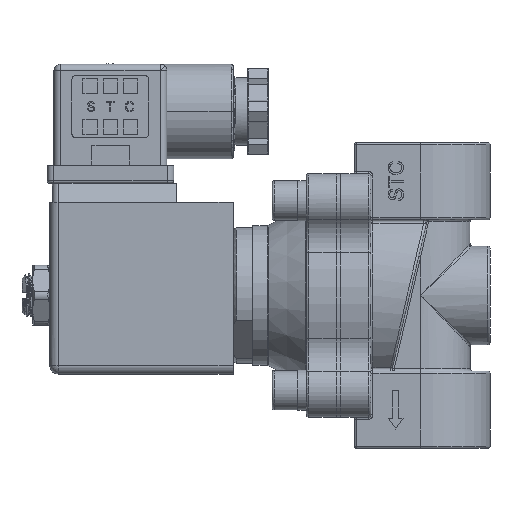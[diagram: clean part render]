
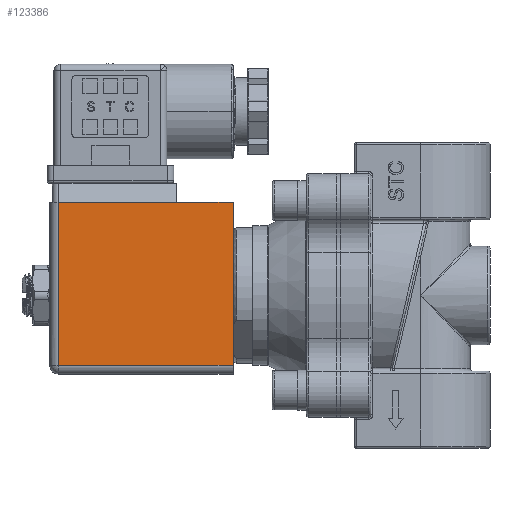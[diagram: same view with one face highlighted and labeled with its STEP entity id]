
A CAD part, left-side view. The second image highlights one B-rep face of the part: STEP entity #123386.
In plain terms, the highlighted planar face has unit normal (-1, 0, 0).
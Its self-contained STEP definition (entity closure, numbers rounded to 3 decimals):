
#1701 = EDGE_CURVE ( 'NONE', #104163, #21510, #17605, .T. ) ;
#8503 = LINE ( 'NONE', #17376, #33610 ) ;
#9902 = EDGE_CURVE ( 'NONE', #12613, #32842, #24868, .T. ) ;
#11159 = DIRECTION ( 'NONE',  ( 0., 0., -1. ) ) ;
#12613 = VERTEX_POINT ( 'NONE', #89177 ) ;
#12904 = CARTESIAN_POINT ( 'NONE',  ( -17.925, 59.9, 21.68 ) ) ;
#17059 = CARTESIAN_POINT ( 'NONE',  ( -17.925, 59.9, 21.68 ) ) ;
#17376 = CARTESIAN_POINT ( 'NONE',  ( -17.925, 59.9, 1.68 ) ) ;
#17605 = LINE ( 'NONE', #75767, #56320 ) ;
#21510 = VERTEX_POINT ( 'NONE', #105232 ) ;
#24868 = LINE ( 'NONE', #12904, #53504 ) ;
#28613 = DIRECTION ( 'NONE',  ( 0., 0., 1. ) ) ;
#32842 = VERTEX_POINT ( 'NONE', #17059 ) ;
#33610 = VECTOR ( 'NONE', #28613, 1000. ) ;
#36320 = DIRECTION ( 'NONE',  ( 0., -1., 0. ) ) ;
#39714 = EDGE_LOOP ( 'NONE', ( #138548, #42108, #42522, #60272 ) ) ;
#42108 = ORIENTED_EDGE ( 'NONE', *, *, #57197, .T. ) ;
#42522 = ORIENTED_EDGE ( 'NONE', *, *, #9902, .F. ) ;
#43793 = VECTOR ( 'NONE', #11159, 1000. ) ;
#49963 = AXIS2_PLACEMENT_3D ( 'NONE', #61861, #136766, #72627 ) ;
#53504 = VECTOR ( 'NONE', #132898, 1000. ) ;
#56320 = VECTOR ( 'NONE', #36320, 1000. ) ;
#57197 = EDGE_CURVE ( 'NONE', #21510, #32842, #8503, .T. ) ;
#60272 = ORIENTED_EDGE ( 'NONE', *, *, #135179, .T. ) ;
#61861 = CARTESIAN_POINT ( 'NONE',  ( -17.925, 59.9, -18.32 ) ) ;
#72310 = LINE ( 'NONE', #128345, #43793 ) ;
#72627 = DIRECTION ( 'NONE',  ( 0., 0., 1. ) ) ;
#75767 = CARTESIAN_POINT ( 'NONE',  ( -17.925, 59.9, -16.32 ) ) ;
#79603 = CARTESIAN_POINT ( 'NONE',  ( -17.925, 100.6, -16.32 ) ) ;
#89177 = CARTESIAN_POINT ( 'NONE',  ( -17.925, 100.6, 21.68 ) ) ;
#89819 = FACE_OUTER_BOUND ( 'NONE', #39714, .T. ) ;
#104163 = VERTEX_POINT ( 'NONE', #79603 ) ;
#105232 = CARTESIAN_POINT ( 'NONE',  ( -17.925, 59.9, -16.32 ) ) ;
#123386 = ADVANCED_FACE ( 'NONE', ( #89819 ), #135853, .T. ) ;
#128345 = CARTESIAN_POINT ( 'NONE',  ( -17.925, 100.6, -18.32 ) ) ;
#132898 = DIRECTION ( 'NONE',  ( 0., -1., 0. ) ) ;
#135179 = EDGE_CURVE ( 'NONE', #12613, #104163, #72310, .T. ) ;
#135853 = PLANE ( 'NONE',  #49963 ) ;
#136766 = DIRECTION ( 'NONE',  ( -1., 0., 0. ) ) ;
#138548 = ORIENTED_EDGE ( 'NONE', *, *, #1701, .T. ) ;
